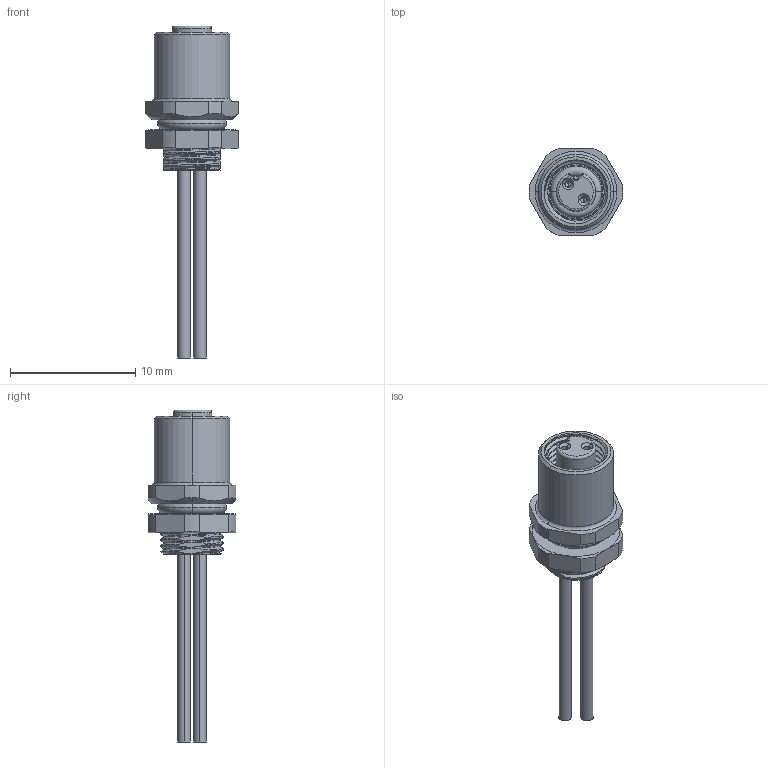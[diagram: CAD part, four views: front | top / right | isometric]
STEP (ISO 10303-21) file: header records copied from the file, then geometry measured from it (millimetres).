
FILE_DESCRIPTION((''),'2;1');
FILE_NAME('HOUSING-FEMALE-4P-000A11509_2','2025-08-24T',('gongcheng16'),(''),'PRO/ENGINEER BY PARAMETRIC TECHNOLOGY CORPORATION, 2010280','PRO/ENGINEER BY PARAMETRIC TECHNOLOGY CORPORATION, 2010280','');
FILE_SCHEMA(('CONFIG_CONTROL_DESIGN'));
Products named in the file (1): HOUSING-FEMALE-4P-000A11509_2
Bounding box: 7.5 x 7 x 26.5 mm (x, y, z)
Volume: 52.5 mm3; surface area: 4519.9 mm2
Topology: 1 solids, 74 shells, 1179 faces, 3247 edges, 2139 vertices
Faces by surface type: cylinder 392, plane 348, bspline 194, cone 181, torus 64
Entity records: 72181 total; most frequent: CARTESIAN_POINT 45447, ORIENTED_EDGE 5614, DIRECTION 4731, EDGE_CURVE 3239, VERTEX_POINT 2139, AXIS2_PLACEMENT_3D 1899, B_SPLINE_CURVE_WITH_KNOTS 1393, EDGE_LOOP 1238
